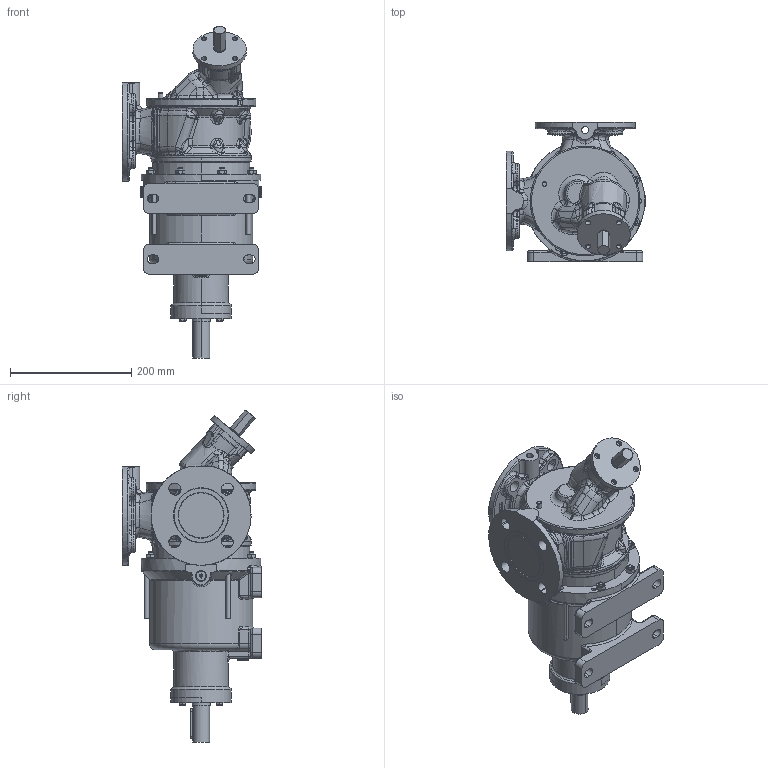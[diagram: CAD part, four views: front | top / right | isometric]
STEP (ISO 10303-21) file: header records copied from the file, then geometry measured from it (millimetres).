
FILE_DESCRIPTION((''),'2;1');
FILE_NAME('R_51_K_M_Y','2022-06-01T14:42:23',('Nicola'),(''),'CREO PARAMETRIC BY PTC INC, 2020354','CREO PARAMETRIC BY PTC INC, 2020354','');
FILE_SCHEMA(('CONFIG_CONTROL_DESIGN'));
Products named in the file (1): R_51_K_M_Y
Bounding box: 229.8 x 230 x 547.73 mm (x, y, z)
Volume: 6277340.4 mm3; surface area: 624582.5 mm2
Topology: 2 solids, 3 shells, 1848 faces, 4402 edges, 2632 vertices
Faces by surface type: bspline 592, plane 473, cylinder 359, cone 199, torus 181, sphere 39, extrusion 5
Entity records: 107122 total; most frequent: CARTESIAN_POINT 68679, ORIENTED_EDGE 8788, DIRECTION 6954, EDGE_CURVE 4394, AXIS2_PLACEMENT_3D 2814, VERTEX_POINT 2632, EDGE_LOOP 1966, FACE_OUTER_BOUND 1848
